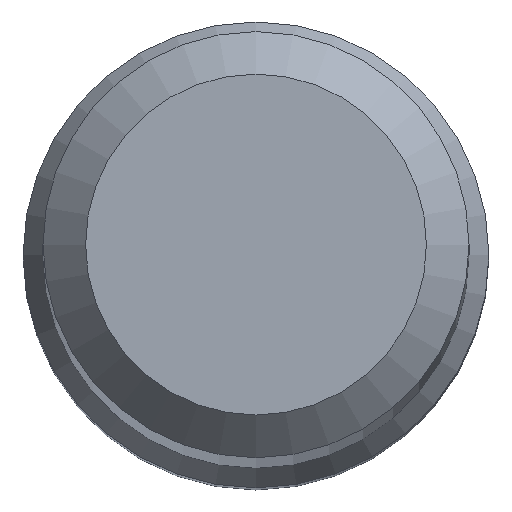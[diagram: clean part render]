
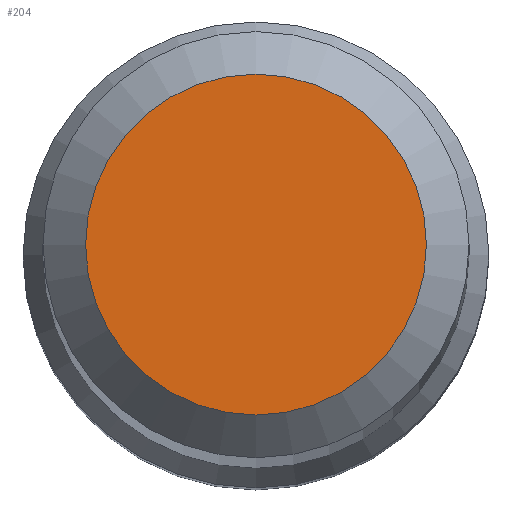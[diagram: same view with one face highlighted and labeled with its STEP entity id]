
A CAD part, top view. The second image highlights one B-rep face of the part: STEP entity #204.
In plain terms, the highlighted planar face has unit normal (0, 0, 1).
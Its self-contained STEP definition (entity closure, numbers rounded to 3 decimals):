
#23 = EDGE_LOOP ( 'NONE', ( #102 ) ) ;
#31 = CARTESIAN_POINT ( 'NONE',  ( 0., 0., 101. ) ) ;
#53 = PLANE ( 'NONE',  #143 ) ;
#68 = EDGE_CURVE ( 'NONE', #207, #207, #213, .T. ) ;
#76 = AXIS2_PLACEMENT_3D ( 'NONE', #233, #158, #134 ) ;
#92 = DIRECTION ( 'NONE',  ( 0., -1., 0. ) ) ;
#102 = ORIENTED_EDGE ( 'NONE', *, *, #68, .F. ) ;
#134 = DIRECTION ( 'NONE',  ( 0., 1., 0. ) ) ;
#143 = AXIS2_PLACEMENT_3D ( 'NONE', #31, #145, #92 ) ;
#145 = DIRECTION ( 'NONE',  ( 0., 0., 1. ) ) ;
#158 = DIRECTION ( 'NONE',  ( 0., 0., -1. ) ) ;
#171 = CARTESIAN_POINT ( 'NONE',  ( 0., 2.4, 101. ) ) ;
#204 = ADVANCED_FACE ( 'NONE', ( #224 ), #53, .T. ) ;
#207 = VERTEX_POINT ( 'NONE', #171 ) ;
#213 = CIRCLE ( 'NONE', #76, 2.4 ) ;
#224 = FACE_OUTER_BOUND ( 'NONE', #23, .T. ) ;
#233 = CARTESIAN_POINT ( 'NONE',  ( 0., 0., 101. ) ) ;
